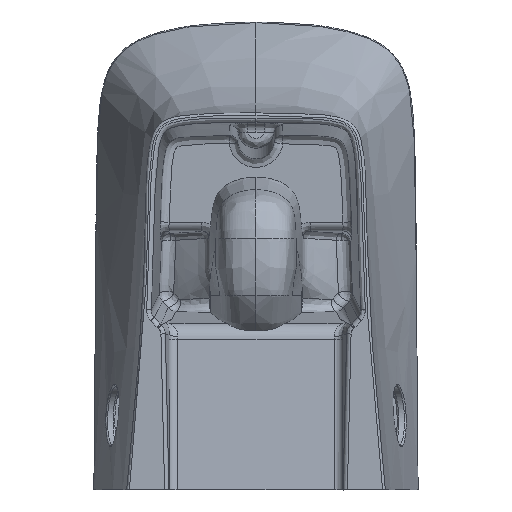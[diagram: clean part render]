
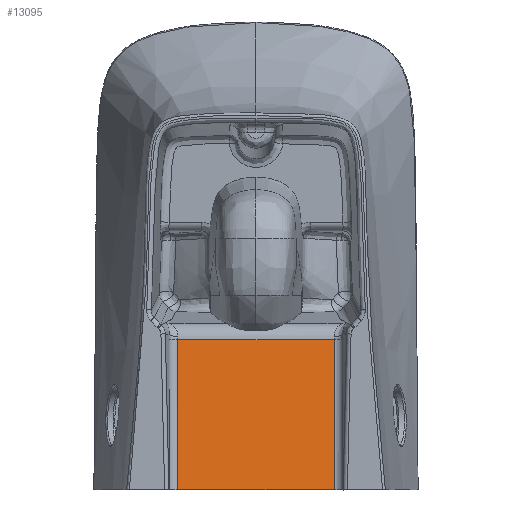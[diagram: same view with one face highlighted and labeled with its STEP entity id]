
A CAD part, front view. The second image highlights one B-rep face of the part: STEP entity #13095.
In plain terms, the highlighted planar face has unit normal (0, -0.996, 0.087).
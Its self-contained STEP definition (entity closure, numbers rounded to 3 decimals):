
#62=CARTESIAN_POINT('',(-86.676,-335.75,-279.9));
#64=DIRECTION('',(1.,0.,0.));
#65=VECTOR('',#64,173.352);
#66=CARTESIAN_POINT('',(-86.676,-335.75,-279.9));
#67=LINE('',#66,#65);
#579=DIRECTION('',(-0.002,0.087,0.996));
#580=VECTOR('',#579,167.52);
#581=CARTESIAN_POINT('',(-86.676,-335.75,-279.9));
#582=LINE('',#581,#580);
#583=DIRECTION('',(-0.002,-0.087,-0.996));
#584=VECTOR('',#583,167.52);
#585=CARTESIAN_POINT('',(87.046,-321.225,-113.011));
#586=LINE('',#585,#584);
#2181=DIRECTION('',(-1.,0.,0.));
#2182=VECTOR('',#2181,174.092);
#2183=CARTESIAN_POINT('',(87.046,-321.225,
-113.011));
#2184=LINE('',#2183,#2182);
#11692=VERTEX_POINT('',#62);
#11693=CARTESIAN_POINT('',(86.676,-335.75,-279.9));
#11694=VERTEX_POINT('',#11693);
#11764=CARTESIAN_POINT('',(87.046,-321.225,
-113.011));
#11765=VERTEX_POINT('',#11764);
#11766=CARTESIAN_POINT('',(-87.046,-321.225,
-113.011));
#11767=VERTEX_POINT('',#11766);
#13082=CARTESIAN_POINT('',(0.,-319.806,-96.713));
#13083=DIRECTION('',(0.,-0.996,0.087));
#13084=DIRECTION('',(0.,-0.087,-0.996));
#13085=AXIS2_PLACEMENT_3D('',#13082,#13083,#13084);
#13086=PLANE('',#13085);
#13087=ORIENTED_EDGE('',*,*,#12638,.F.);
#13089=ORIENTED_EDGE('',*,*,#13088,.T.);
#13091=ORIENTED_EDGE('',*,*,#13090,.F.);
#13092=ORIENTED_EDGE('',*,*,#13073,.T.);
#13093=EDGE_LOOP('',(#13087,#13089,#13091,#13092));
#13094=FACE_OUTER_BOUND('',#13093,.F.);
#13095=ADVANCED_FACE('',(#13094),#13086,.T.);
#12638=EDGE_CURVE('',#11692,#11694,#67,.T.);
#13073=EDGE_CURVE('',#11765,#11694,#586,.T.);
#13088=EDGE_CURVE('',#11692,#11767,#582,.T.);
#13090=EDGE_CURVE('',#11765,#11767,#2184,.T.);
